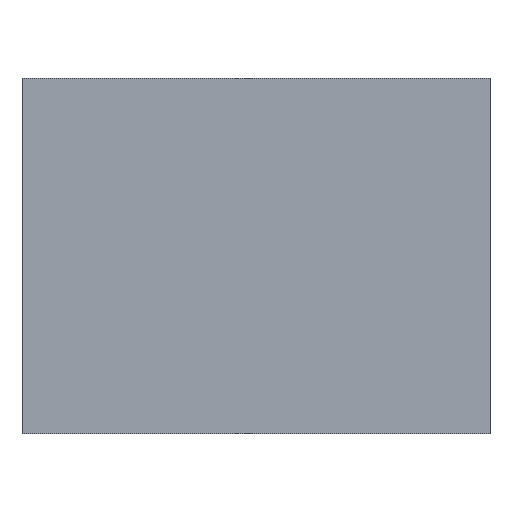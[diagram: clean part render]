
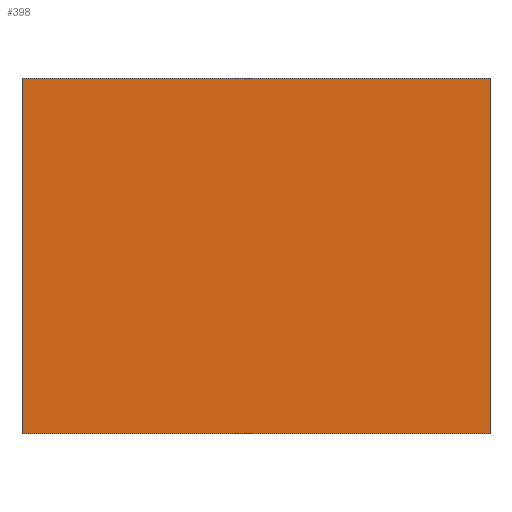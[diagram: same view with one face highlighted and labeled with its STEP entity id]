
A CAD part, front view. The second image highlights one B-rep face of the part: STEP entity #398.
In plain terms, the highlighted planar face has unit normal (0, -1, 0).
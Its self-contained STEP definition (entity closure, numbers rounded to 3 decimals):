
#46=FACE_OUTER_BOUND('',#73,.T.);
#73=EDGE_LOOP('',(#345,#346,#347,#348));
#101=LINE('',#612,#148);
#108=LINE('',#626,#155);
#120=LINE('',#649,#167);
#121=LINE('',#651,#168);
#148=VECTOR('',#507,10.);
#155=VECTOR('',#516,10.);
#167=VECTOR('',#538,10.);
#168=VECTOR('',#541,10.);
#189=VERTEX_POINT('',#610);
#190=VERTEX_POINT('',#611);
#196=VERTEX_POINT('',#625);
#202=VERTEX_POINT('',#647);
#233=EDGE_CURVE('',#189,#190,#101,.T.);
#240=EDGE_CURVE('',#196,#190,#108,.T.);
#252=EDGE_CURVE('',#189,#202,#120,.T.);
#253=EDGE_CURVE('',#196,#202,#121,.T.);
#345=ORIENTED_EDGE('',*,*,#252,.T.);
#346=ORIENTED_EDGE('',*,*,#253,.F.);
#347=ORIENTED_EDGE('',*,*,#240,.T.);
#348=ORIENTED_EDGE('',*,*,#233,.F.);
#375=PLANE('',#439);
#398=ADVANCED_FACE('',(#46),#375,.T.);
#439=AXIS2_PLACEMENT_3D('',#650,#539,#540);
#507=DIRECTION('',(0.,0.,1.));
#516=DIRECTION('',(-1.,0.,0.));
#538=DIRECTION('',(1.,0.,0.));
#539=DIRECTION('center_axis',(0.,-1.,0.));
#540=DIRECTION('ref_axis',(0.,0.,-1.));
#541=DIRECTION('',(0.,0.,-1.));
#610=CARTESIAN_POINT('',(-5.,0.,0.));
#611=CARTESIAN_POINT('',(-5.,0.,7.6));
#612=CARTESIAN_POINT('',(-5.,0.,7.6));
#625=CARTESIAN_POINT('',(5.,0.,7.6));
#626=CARTESIAN_POINT('',(0.,0.,7.6));
#647=CARTESIAN_POINT('',(5.,0.,0.));
#649=CARTESIAN_POINT('',(0.,0.,0.));
#650=CARTESIAN_POINT('Origin',(0.,0.,7.6));
#651=CARTESIAN_POINT('',(5.,0.,7.6));
